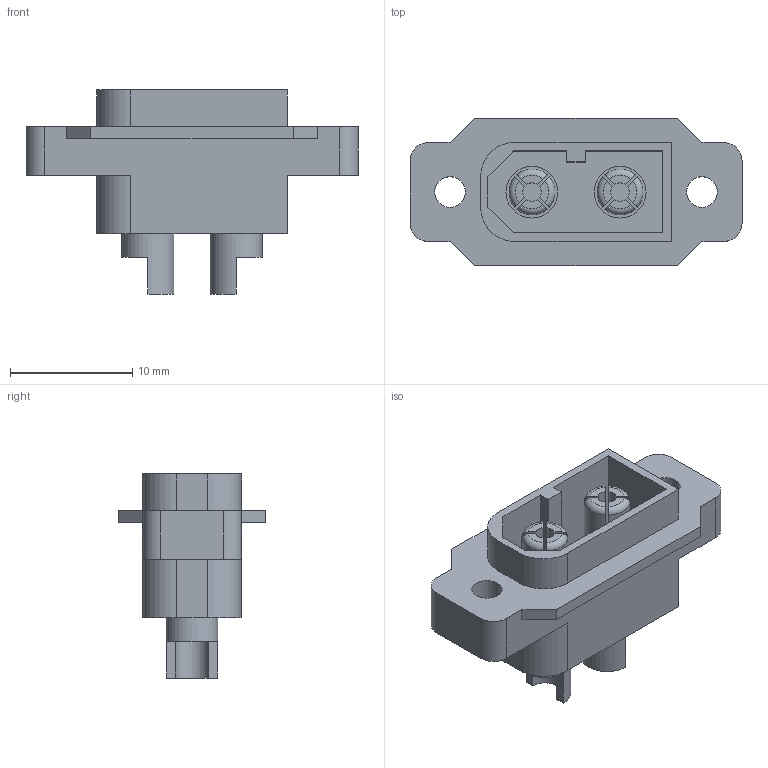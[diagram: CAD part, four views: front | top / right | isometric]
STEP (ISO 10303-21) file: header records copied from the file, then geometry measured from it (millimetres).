
FILE_DESCRIPTION(/* description */ (''),/* implementation_level */ '2;1');
FILE_NAME(/* name */ 'XT60E-M_panel v2.step',/* time_stamp */ '2021-10-31T01:18:34+01:00',/* author */ (''),/* organization */ (''),/* preprocessor_version */ 'ST-DEVELOPER v18.1',/* originating_system */ 'Autodesk Translation Framework v10.10.0.1391',/* authorisation */ '');
FILE_SCHEMA (('AUTOMOTIVE_DESIGN { 1 0 10303 214 3 1 1 }'));
Length unit declared in the file: millimetre
Products named in the file (4): XT60E-M_panel; housing; nuts; pins
Assembly tree (3 placements, depth 2):
  XT60E-M_panel
    housing
    nuts
    pins
Bounding box: 27.15 x 12.1 x 16.7 mm (x, y, z)
Volume: 1191 mm3; surface area: 2511.4 mm2
Topology: 5 solids, 5 shells, 179 faces, 440 edges, 284 vertices
Faces by surface type: plane 131, cylinder 34, torus 8, cone 4, bspline 2
Full cylindrical faces by diameter (mm): 2.5 x4, 2.75 x2, 4.25 x4
Entity records: 5549 total; most frequent: CARTESIAN_POINT 1107, DIRECTION 888, ORIENTED_EDGE 880, EDGE_CURVE 440, LINE 330, VECTOR 330, VERTEX_POINT 284, AXIS2_PLACEMENT_3D 279
